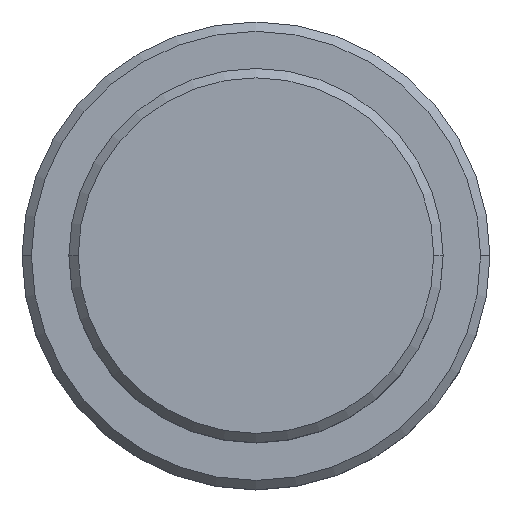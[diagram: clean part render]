
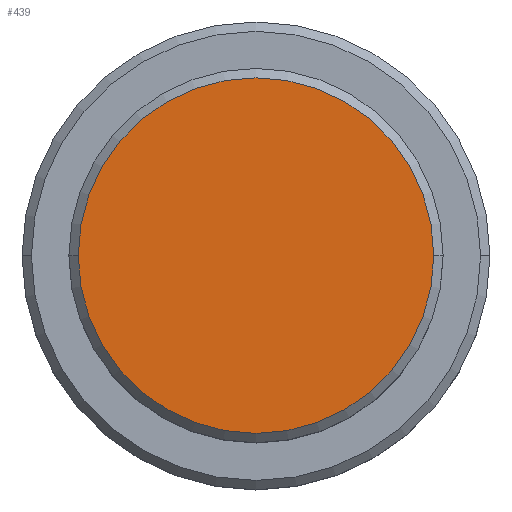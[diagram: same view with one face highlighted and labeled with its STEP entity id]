
A CAD part, top view. The second image highlights one B-rep face of the part: STEP entity #439.
In plain terms, the highlighted planar face has unit normal (0, 0, 1).
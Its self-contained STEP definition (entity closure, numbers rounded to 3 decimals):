
#9 = DIRECTION ( 'NONE',  ( 0., 0., 1. ) ) ;
#59 = ORIENTED_EDGE ( 'NONE', *, *, #150, .T. ) ;
#150 = EDGE_CURVE ( 'NONE', #576, #341, #809, .T. ) ;
#295 = DIRECTION ( 'NONE',  ( 0., 0., 1. ) ) ;
#341 = VERTEX_POINT ( 'NONE', #659 ) ;
#395 = EDGE_CURVE ( 'NONE', #341, #576, #408, .T. ) ;
#396 = FACE_OUTER_BOUND ( 'NONE', #1180, .T. ) ;
#408 = CIRCLE ( 'NONE', #581, 9.5 ) ;
#439 = ADVANCED_FACE ( 'NONE', ( #396 ), #1238, .T. ) ;
#461 = DIRECTION ( 'NONE',  ( 1., 0., 0. ) ) ;
#576 = VERTEX_POINT ( 'NONE', #1383 ) ;
#581 = AXIS2_PLACEMENT_3D ( 'NONE', #995, #9, #461 ) ;
#659 = CARTESIAN_POINT ( 'NONE',  ( -9.5, 0., 0. ) ) ;
#667 = ORIENTED_EDGE ( 'NONE', *, *, #395, .T. ) ;
#672 = AXIS2_PLACEMENT_3D ( 'NONE', #1225, #820, #1345 ) ;
#739 = CARTESIAN_POINT ( 'NONE',  ( 0., 0., 0. ) ) ;
#752 = DIRECTION ( 'NONE',  ( 1., 0., 0. ) ) ;
#809 = CIRCLE ( 'NONE', #923, 9.5 ) ;
#820 = DIRECTION ( 'NONE',  ( 0., 0., 1. ) ) ;
#923 = AXIS2_PLACEMENT_3D ( 'NONE', #739, #295, #752 ) ;
#995 = CARTESIAN_POINT ( 'NONE',  ( 0., 0., 0. ) ) ;
#1180 = EDGE_LOOP ( 'NONE', ( #667, #59 ) ) ;
#1225 = CARTESIAN_POINT ( 'NONE',  ( 0., 0., 0. ) ) ;
#1238 = PLANE ( 'NONE',  #672 ) ;
#1345 = DIRECTION ( 'NONE',  ( 1., 0., 0. ) ) ;
#1383 = CARTESIAN_POINT ( 'NONE',  ( 9.5, 0., 0. ) ) ;
